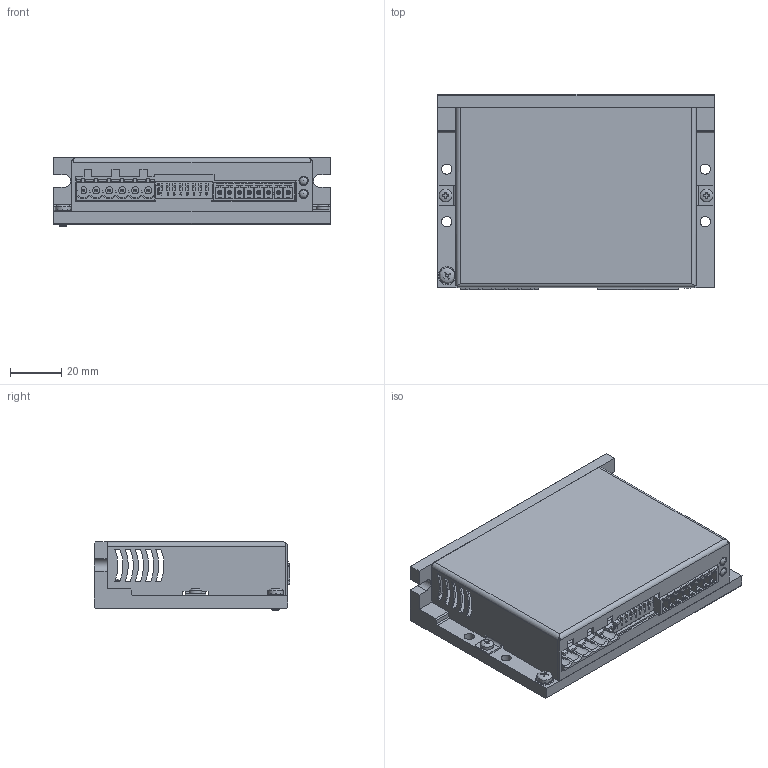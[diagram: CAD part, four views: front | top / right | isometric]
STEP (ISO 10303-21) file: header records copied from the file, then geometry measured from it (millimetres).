
FILE_DESCRIPTION(/* description */ ('Unknown'),/* implementation_level */ '2;1');
FILE_NAME(/* name */ 'EPDO-04',/* time_stamp */ '2021-04-16T12:01:22+02:00',/* author */ ('Unknown'),/* organization */ ('Unknown'),/* preprocessor_version */ 'ST-DEVELOPER v16.7',/* originating_system */ 'Solid Edge',/* authorisation */ 'Unknown');
FILE_SCHEMA (('AUTOMOTIVE_DESIGN {1 0 10303 214 3 1 1}'));
Products named in the file (26): Assieme con IBD01; Dissipatore per IBD01 con inserti; Dissipatore per IBD01; inserto_m2_5x08mm; AD_01139_per IBD01; IBD01-00; Board; Open CASCADE STEP translator 6.8 3.1.1; GL400; 5151061f; DIP400; DIP-0_PVEM-08H; CN6; 878330431; Open CASCADE STEP translator 6.8 3.157.1.1; Open CASCADE STEP translator 6.8 3.157.1.2; CN2; 1782417; MC_1_5-8-G-3_81-P14-THR-372300.ASM; MC_1_5-8-G-3_81-P14-THR-363220.PRT; CN1; 1759460; tcc_M2e5x05; Scatola per IBD01; dentellata_M3; tcc_M3x06
Assembly tree (32 placements, depth 6):
  Assieme con IBD01
    Dissipatore per IBD01 con inserti
      Dissipatore per IBD01
      inserto_m2_5x08mm  x2
    AD_01139_per IBD01
    IBD01-00
      Board
        Open CASCADE STEP translator 6.8 3.1.1
      GL400
        5151061f
      DIP400
        DIP-0_PVEM-08H
      CN6
        878330431
          Open CASCADE STEP translator 6.8 3.157.1.1
          Open CASCADE STEP translator 6.8 3.157.1.2
      CN2
        1782417
          MC_1_5-8-G-3_81-P14-THR-372300.ASM
            MC_1_5-8-G-3_81-P14-THR-363220.PRT
      CN1
        1759460
    tcc_M2e5x05  x7
    Scatola per IBD01
    dentellata_M3
    tcc_M3x06
Bounding box: 108 x 76.3 x 26.61 mm (x, y, z)
Volume: 75679.2 mm3; surface area: 67591.6 mm2
Topology: 19 solids, 24 shells, 2443 faces, 6294 edges, 4015 vertices
Faces by surface type: plane 1675, cylinder 491, bspline 145, cone 60, sphere 52, torus 20
Full cylindrical faces by diameter (mm): 0.434 x1, 0.457 x1, 0.762 x4, 0.9 x4, 1 x17, 1.016 x4, 1.2 x8, 1.25 x8, 1.27 x9, 1.397 x1, 1.4 x6, 1.524 x6, 1.53 x1, 1.55 x1, 1.6 x8, 2.013 x5, 2.05 x2, 2.459 x1, 2.5 x10, 2.7 x5, 2.75 x2, 2.8 x5, 3 x3, 3.048 x2, 3.2 x1, 3.6 x2, 3.76 x2, 4 x4, 4.11 x2, 4.25 x2
Entity records: 83816 total; most frequent: CARTESIAN_POINT 18177, ORIENTED_EDGE 11252, DIRECTION 10334, EDGE_CURVE 5662, LINE 4170, VECTOR 4170, VERTEX_POINT 3682, AXIS2_PLACEMENT_3D 3082
